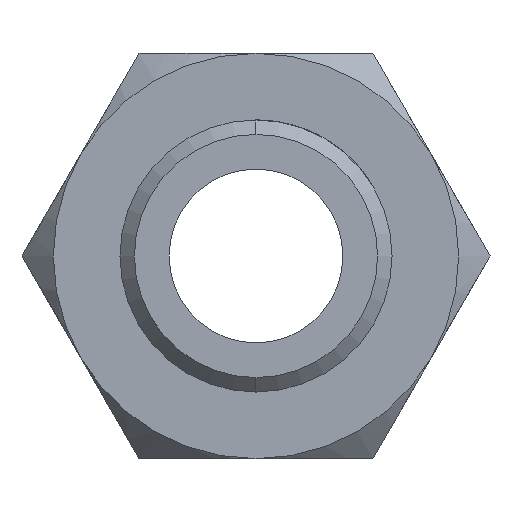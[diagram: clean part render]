
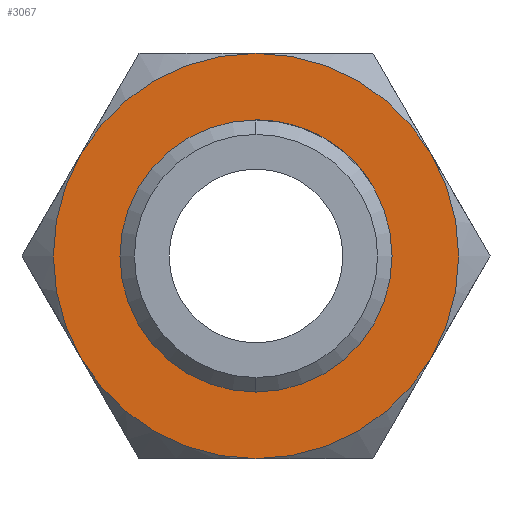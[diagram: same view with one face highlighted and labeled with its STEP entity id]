
A CAD part, left-side view. The second image highlights one B-rep face of the part: STEP entity #3067.
In plain terms, the highlighted planar face has unit normal (-1, 0, 0).
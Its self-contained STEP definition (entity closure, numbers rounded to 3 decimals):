
#159 = ORIENTED_EDGE ( 'NONE', *, *, #6273, .F. ) ;
#171 = CARTESIAN_POINT ( 'NONE',  ( 10., 0., 4.7 ) ) ;
#211 = CARTESIAN_POINT ( 'NONE',  ( 10., 0., -4.7 ) ) ;
#256 = EDGE_CURVE ( 'NONE', #8512, #7528, #6118, .T. ) ;
#371 = EDGE_LOOP ( 'NONE', ( #159, #1318 ) ) ;
#591 = CARTESIAN_POINT ( 'NONE',  ( 10., 0., 7. ) ) ;
#733 = CIRCLE ( 'NONE', #4630, 7. ) ;
#743 = AXIS2_PLACEMENT_3D ( 'NONE', #6824, #3603, #878 ) ;
#813 = DIRECTION ( 'NONE',  ( 1., 0., 0. ) ) ;
#878 = DIRECTION ( 'NONE',  ( 0., 0., -1. ) ) ;
#1299 = AXIS2_PLACEMENT_3D ( 'NONE', #3397, #2093, #4752 ) ;
#1318 = ORIENTED_EDGE ( 'NONE', *, *, #256, .F. ) ;
#1344 = VERTEX_POINT ( 'NONE', #7624 ) ;
#1416 = DIRECTION ( 'NONE',  ( 0., 0., -1. ) ) ;
#1530 = VERTEX_POINT ( 'NONE', #591 ) ;
#1941 = DIRECTION ( 'NONE',  ( 0., 0., 1. ) ) ;
#1984 = CARTESIAN_POINT ( 'NONE',  ( 10., 0., 0. ) ) ;
#2093 = DIRECTION ( 'NONE',  ( 1., 0., 0. ) ) ;
#2142 = DIRECTION ( 'NONE',  ( 0., 0., -1. ) ) ;
#2259 = AXIS2_PLACEMENT_3D ( 'NONE', #4311, #2910, #4835 ) ;
#2653 = AXIS2_PLACEMENT_3D ( 'NONE', #5276, #6502, #5811 ) ;
#2751 = FACE_BOUND ( 'NONE', #371, .T. ) ;
#2856 = EDGE_CURVE ( 'NONE', #5878, #5093, #6682, .T. ) ;
#2910 = DIRECTION ( 'NONE',  ( 1., 0., 0. ) ) ;
#2999 = CARTESIAN_POINT ( 'NONE',  ( 10., -6.062, 3.5 ) ) ;
#3067 = ADVANCED_FACE ( 'NONE', ( #2751, #8027 ), #8115, .F. ) ;
#3212 = AXIS2_PLACEMENT_3D ( 'NONE', #1984, #6757, #1941 ) ;
#3397 = CARTESIAN_POINT ( 'NONE',  ( 10., 0., 0. ) ) ;
#3422 = VERTEX_POINT ( 'NONE', #6817 ) ;
#3523 = CARTESIAN_POINT ( 'NONE',  ( 10., 0., 0. ) ) ;
#3603 = DIRECTION ( 'NONE',  ( 1., 0., 0. ) ) ;
#3638 = ORIENTED_EDGE ( 'NONE', *, *, #7068, .F. ) ;
#3826 = CARTESIAN_POINT ( 'NONE',  ( 10., -6.062, -3.5 ) ) ;
#3877 = DIRECTION ( 'NONE',  ( -1., 0., 0. ) ) ;
#3919 = DIRECTION ( 'NONE',  ( 0., 0., 1. ) ) ;
#4311 = CARTESIAN_POINT ( 'NONE',  ( 10., 0., 0. ) ) ;
#4401 = ORIENTED_EDGE ( 'NONE', *, *, #4670, .T. ) ;
#4475 = EDGE_CURVE ( 'NONE', #1530, #7074, #6831, .T. ) ;
#4630 = AXIS2_PLACEMENT_3D ( 'NONE', #6524, #3877, #3919 ) ;
#4633 = CIRCLE ( 'NONE', #2259, 7. ) ;
#4670 = EDGE_CURVE ( 'NONE', #1530, #1344, #733, .T. ) ;
#4752 = DIRECTION ( 'NONE',  ( 0., 0., -1. ) ) ;
#4835 = DIRECTION ( 'NONE',  ( 0., 0., -1. ) ) ;
#4892 = AXIS2_PLACEMENT_3D ( 'NONE', #7984, #813, #1416 ) ;
#5093 = VERTEX_POINT ( 'NONE', #7145 ) ;
#5267 = DIRECTION ( 'NONE',  ( 0., 0., 1. ) ) ;
#5276 = CARTESIAN_POINT ( 'NONE',  ( 10., 0., 0. ) ) ;
#5811 = DIRECTION ( 'NONE',  ( 0., 0., -1. ) ) ;
#5878 = VERTEX_POINT ( 'NONE', #3826 ) ;
#5963 = DIRECTION ( 'NONE',  ( -1., 0., 0. ) ) ;
#6118 = CIRCLE ( 'NONE', #3212, 4.7 ) ;
#6179 = DIRECTION ( 'NONE',  ( 1., 0., 0. ) ) ;
#6200 = ORIENTED_EDGE ( 'NONE', *, *, #2856, .F. ) ;
#6273 = EDGE_CURVE ( 'NONE', #7528, #8512, #7676, .T. ) ;
#6368 = EDGE_CURVE ( 'NONE', #7074, #5878, #7817, .T. ) ;
#6375 = EDGE_CURVE ( 'NONE', #3422, #1344, #7958, .T. ) ;
#6502 = DIRECTION ( 'NONE',  ( 1., 0., 0. ) ) ;
#6524 = CARTESIAN_POINT ( 'NONE',  ( 10., 0., 0. ) ) ;
#6682 = CIRCLE ( 'NONE', #2653, 7. ) ;
#6757 = DIRECTION ( 'NONE',  ( -1., 0., 0. ) ) ;
#6817 = CARTESIAN_POINT ( 'NONE',  ( 10., 6.062, -3.5 ) ) ;
#6824 = CARTESIAN_POINT ( 'NONE',  ( 10., 0., 0. ) ) ;
#6831 = CIRCLE ( 'NONE', #7246, 7. ) ;
#7068 = EDGE_CURVE ( 'NONE', #5093, #3422, #4633, .T. ) ;
#7074 = VERTEX_POINT ( 'NONE', #2999 ) ;
#7145 = CARTESIAN_POINT ( 'NONE',  ( 10., 0., -7. ) ) ;
#7206 = ORIENTED_EDGE ( 'NONE', *, *, #6375, .F. ) ;
#7246 = AXIS2_PLACEMENT_3D ( 'NONE', #3523, #6179, #2142 ) ;
#7256 = AXIS2_PLACEMENT_3D ( 'NONE', #7270, #5963, #5267 ) ;
#7270 = CARTESIAN_POINT ( 'NONE',  ( 10., 0., 0. ) ) ;
#7446 = ORIENTED_EDGE ( 'NONE', *, *, #4475, .F. ) ;
#7508 = ORIENTED_EDGE ( 'NONE', *, *, #6368, .F. ) ;
#7528 = VERTEX_POINT ( 'NONE', #171 ) ;
#7624 = CARTESIAN_POINT ( 'NONE',  ( 10., 6.062, 3.5 ) ) ;
#7676 = CIRCLE ( 'NONE', #7256, 4.7 ) ;
#7817 = CIRCLE ( 'NONE', #1299, 7. ) ;
#7958 = CIRCLE ( 'NONE', #743, 7. ) ;
#7984 = CARTESIAN_POINT ( 'NONE',  ( 10., 0., 0. ) ) ;
#8027 = FACE_OUTER_BOUND ( 'NONE', #8398, .T. ) ;
#8115 = PLANE ( 'NONE',  #4892 ) ;
#8398 = EDGE_LOOP ( 'NONE', ( #3638, #6200, #7508, #7446, #4401, #7206 ) ) ;
#8512 = VERTEX_POINT ( 'NONE', #211 ) ;
